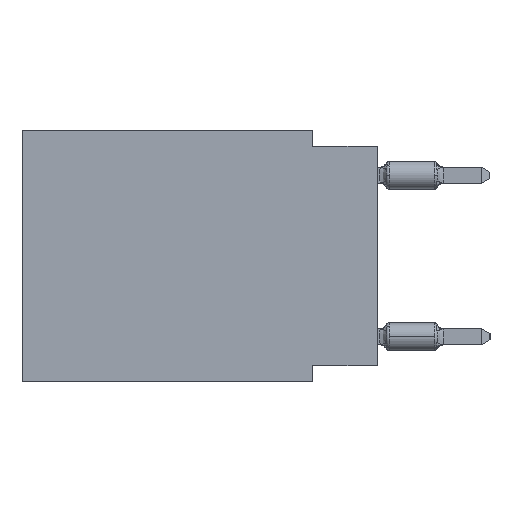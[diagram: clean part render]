
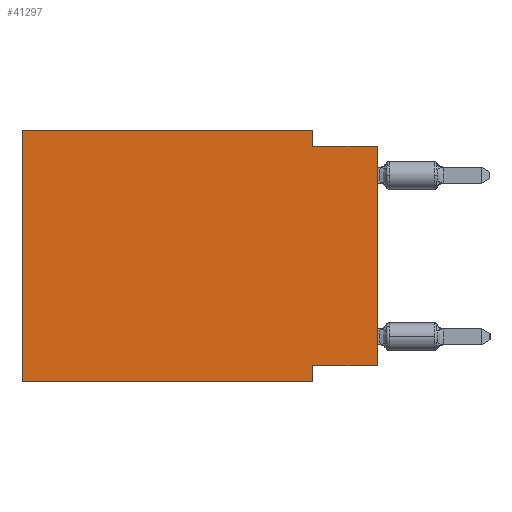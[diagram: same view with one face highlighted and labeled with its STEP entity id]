
A CAD part, left-side view. The second image highlights one B-rep face of the part: STEP entity #41297.
In plain terms, the highlighted planar face has unit normal (-1, 0, 0).
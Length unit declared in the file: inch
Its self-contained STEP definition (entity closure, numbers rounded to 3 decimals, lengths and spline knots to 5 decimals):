
#570 = CARTESIAN_POINT ( 'NONE',  ( 0., 0., -0.025 ) ) ;
#2437 = ORIENTED_EDGE ( 'NONE', *, *, #50190, .F. ) ;
#2543 = VERTEX_POINT ( 'NONE', #570 ) ;
#2666 = VECTOR ( 'NONE', #46031, 39.37008 ) ;
#2729 = LINE ( 'NONE', #18827, #38144 ) ;
#3088 = LINE ( 'NONE', #11508, #8562 ) ;
#4310 = DIRECTION ( 'NONE',  ( 0., -1., 0. ) ) ;
#4954 = CARTESIAN_POINT ( 'NONE',  ( 0., 0., -0.365 ) ) ;
#5607 = CARTESIAN_POINT ( 'NONE',  ( 0., 0.1, -0.025 ) ) ;
#6442 = ORIENTED_EDGE ( 'NONE', *, *, #38176, .T. ) ;
#8004 = CARTESIAN_POINT ( 'NONE',  ( 0., 0.55, 0. ) ) ;
#8089 = DIRECTION ( 'NONE',  ( 0., 1., 0. ) ) ;
#8562 = VECTOR ( 'NONE', #8089, 39.37008 ) ;
#9735 = VERTEX_POINT ( 'NONE', #15528 ) ;
#9739 = CARTESIAN_POINT ( 'NONE',  ( 0., 0.1, -0.365 ) ) ;
#10595 = LINE ( 'NONE', #35394, #23648 ) ;
#11162 = DIRECTION ( 'NONE',  ( 0., 0., -1. ) ) ;
#11508 = CARTESIAN_POINT ( 'NONE',  ( 0., 0., -0.365 ) ) ;
#12225 = DIRECTION ( 'NONE',  ( 1., 0., 0. ) ) ;
#13921 = DIRECTION ( 'NONE',  ( 0., 0., 1. ) ) ;
#14055 = VERTEX_POINT ( 'NONE', #17719 ) ;
#15074 = CARTESIAN_POINT ( 'NONE',  ( 0., 0.55, -0.39 ) ) ;
#15528 = CARTESIAN_POINT ( 'NONE',  ( 0., 0.1, 0. ) ) ;
#15925 = LINE ( 'NONE', #8004, #22746 ) ;
#16243 = DIRECTION ( 'NONE',  ( 0., -1., 0. ) ) ;
#17491 = CARTESIAN_POINT ( 'NONE',  ( 0., 0., -0.025 ) ) ;
#17719 = CARTESIAN_POINT ( 'NONE',  ( 0., 0.1, -0.39 ) ) ;
#18827 = CARTESIAN_POINT ( 'NONE',  ( 0., 0.1, 0. ) ) ;
#18985 = VERTEX_POINT ( 'NONE', #5607 ) ;
#19891 = CARTESIAN_POINT ( 'NONE',  ( 0., 0.55, 0. ) ) ;
#20842 = ORIENTED_EDGE ( 'NONE', *, *, #23381, .F. ) ;
#21140 = PLANE ( 'NONE',  #42259 ) ;
#21515 = CARTESIAN_POINT ( 'NONE',  ( 0., 0.55, -0.39 ) ) ;
#22356 = CARTESIAN_POINT ( 'NONE',  ( 0., 0.55, 0. ) ) ;
#22746 = VECTOR ( 'NONE', #4310, 39.37008 ) ;
#23381 = EDGE_CURVE ( 'NONE', #26732, #14055, #30438, .T. ) ;
#23648 = VECTOR ( 'NONE', #51520, 39.37008 ) ;
#24347 = VERTEX_POINT ( 'NONE', #4954 ) ;
#24353 = DIRECTION ( 'NONE',  ( 0., 0., -1. ) ) ;
#25042 = LINE ( 'NONE', #41931, #31935 ) ;
#26541 = ORIENTED_EDGE ( 'NONE', *, *, #30594, .F. ) ;
#26732 = VERTEX_POINT ( 'NONE', #9739 ) ;
#27572 = DIRECTION ( 'NONE',  ( 0., 0., -1. ) ) ;
#28412 = EDGE_LOOP ( 'NONE', ( #31263, #50447, #2437, #50554, #26541, #6442, #20842, #40783 ) ) ;
#30438 = LINE ( 'NONE', #43132, #45064 ) ;
#30594 = EDGE_CURVE ( 'NONE', #46275, #31932, #25042, .T. ) ;
#31263 = ORIENTED_EDGE ( 'NONE', *, *, #38830, .T. ) ;
#31932 = VERTEX_POINT ( 'NONE', #22356 ) ;
#31935 = VECTOR ( 'NONE', #13921, 39.37008 ) ;
#34110 = LINE ( 'NONE', #17491, #2666 ) ;
#35394 = CARTESIAN_POINT ( 'NONE',  ( 0., 0., 0. ) ) ;
#38032 = EDGE_CURVE ( 'NONE', #31932, #9735, #15925, .T. ) ;
#38144 = VECTOR ( 'NONE', #24353, 39.37008 ) ;
#38176 = EDGE_CURVE ( 'NONE', #46275, #14055, #45563, .T. ) ;
#38830 = EDGE_CURVE ( 'NONE', #24347, #2543, #10595, .T. ) ;
#40783 = ORIENTED_EDGE ( 'NONE', *, *, #49498, .F. ) ;
#41297 = ADVANCED_FACE ( 'NONE', ( #51861 ), #21140, .F. ) ;
#41931 = CARTESIAN_POINT ( 'NONE',  ( 0., 0.55, 0. ) ) ;
#42259 = AXIS2_PLACEMENT_3D ( 'NONE', #19891, #12225, #27572 ) ;
#43132 = CARTESIAN_POINT ( 'NONE',  ( 0., 0.1, -0.39 ) ) ;
#45064 = VECTOR ( 'NONE', #11162, 39.37008 ) ;
#45563 = LINE ( 'NONE', #21515, #49832 ) ;
#46031 = DIRECTION ( 'NONE',  ( 0., -1., 0. ) ) ;
#46275 = VERTEX_POINT ( 'NONE', #15074 ) ;
#49498 = EDGE_CURVE ( 'NONE', #24347, #26732, #3088, .T. ) ;
#49832 = VECTOR ( 'NONE', #16243, 39.37008 ) ;
#50190 = EDGE_CURVE ( 'NONE', #9735, #18985, #2729, .T. ) ;
#50447 = ORIENTED_EDGE ( 'NONE', *, *, #51753, .F. ) ;
#50554 = ORIENTED_EDGE ( 'NONE', *, *, #38032, .F. ) ;
#51520 = DIRECTION ( 'NONE',  ( 0., 0., 1. ) ) ;
#51753 = EDGE_CURVE ( 'NONE', #18985, #2543, #34110, .T. ) ;
#51861 = FACE_OUTER_BOUND ( 'NONE', #28412, .T. ) ;
